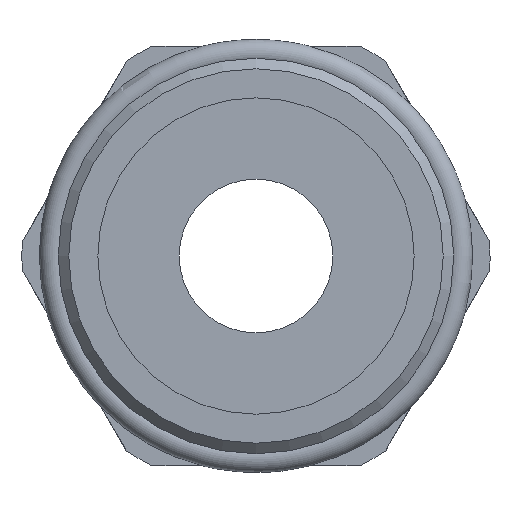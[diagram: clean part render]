
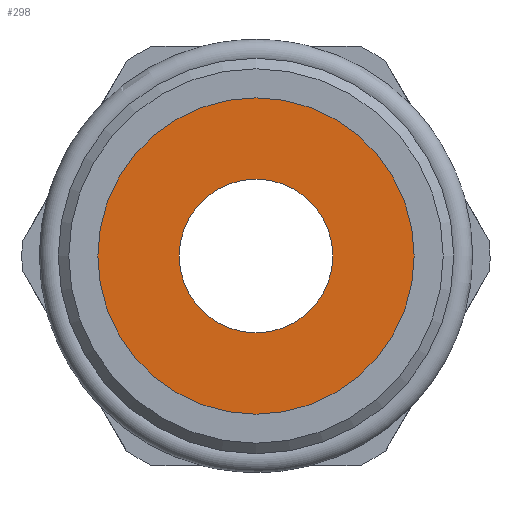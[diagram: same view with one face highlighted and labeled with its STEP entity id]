
A CAD part, left-side view. The second image highlights one B-rep face of the part: STEP entity #298.
In plain terms, the highlighted planar face has unit normal (-1, 0, 0).
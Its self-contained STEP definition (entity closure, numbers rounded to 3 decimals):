
#298 = ADVANCED_FACE( '', ( #609, #610 ), #611, .T. );
#609 = FACE_BOUND( '', #912, .T. );
#610 = FACE_OUTER_BOUND( '', #913, .T. );
#611 = PLANE( '', #914 );
#912 = EDGE_LOOP( '', ( #1716 ) );
#913 = EDGE_LOOP( '', ( #1717 ) );
#914 = AXIS2_PLACEMENT_3D( '', #1718, #1719, #1720 );
#1716 = ORIENTED_EDGE( '', *, *, #2012, .T. );
#1717 = ORIENTED_EDGE( '', *, *, #1915, .F. );
#1718 = CARTESIAN_POINT( '', ( 11.4, 11.32, 0. ) );
#1719 = DIRECTION( '', ( -1., 0., 0. ) );
#1720 = DIRECTION( '', ( 0., 0., 1. ) );
#1915 = EDGE_CURVE( '', #2345, #2345, #2346, .T. );
#2012 = EDGE_CURVE( '', #2465, #2465, #2466, .T. );
#2345 = VERTEX_POINT( '', #3081 );
#2346 = CIRCLE( '', #3082, 11.32 );
#2465 = VERTEX_POINT( '', #3383 );
#2466 = CIRCLE( '', #3384, 5.5 );
#3081 = CARTESIAN_POINT( '', ( 11.4, 0., -11.32 ) );
#3082 = AXIS2_PLACEMENT_3D( '', #3627, #3628, #3629 );
#3383 = CARTESIAN_POINT( '', ( 11.4, 0., -5.5 ) );
#3384 = AXIS2_PLACEMENT_3D( '', #3726, #3727, #3728 );
#3627 = CARTESIAN_POINT( '', ( 11.4, 0., 0. ) );
#3628 = DIRECTION( '', ( 1., 0., 0. ) );
#3629 = DIRECTION( '', ( 0., 0., -1. ) );
#3726 = CARTESIAN_POINT( '', ( 11.4, 0., 0. ) );
#3727 = DIRECTION( '', ( 1., 0., 0. ) );
#3728 = DIRECTION( '', ( 0., 0., -1. ) );
